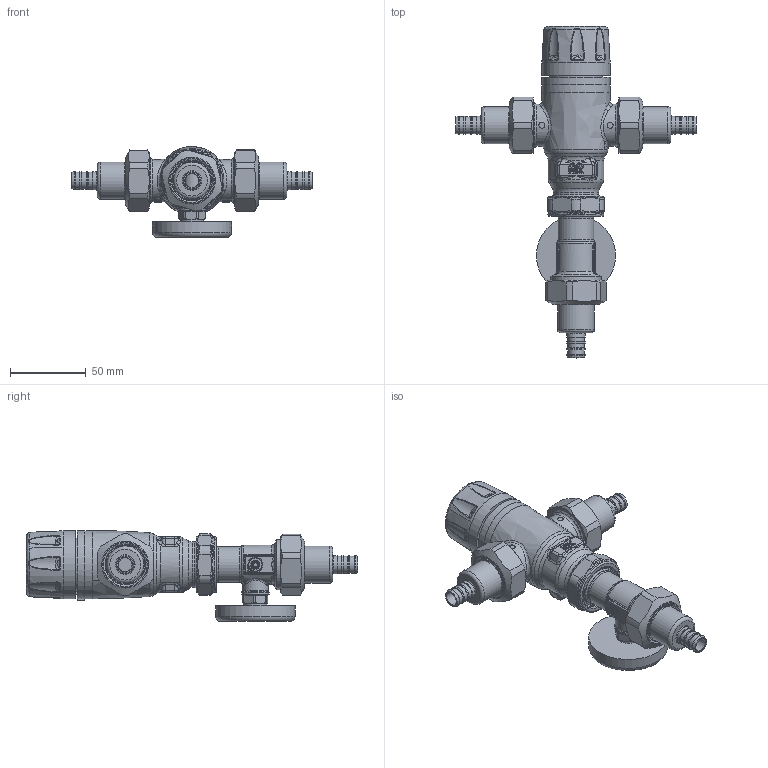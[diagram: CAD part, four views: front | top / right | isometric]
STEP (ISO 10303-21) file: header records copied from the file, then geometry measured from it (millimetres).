
FILE_DESCRIPTION(/* description */ (''),/* implementation_level */ '2;1');
FILE_NAME(/* name */ '521417A.stp',/* time_stamp */ '2025-07-15T09:08:24-05:00',/* author */ ('ischreiner'),/* organization */ (''),/* preprocessor_version */ 'ST-DEVELOPER v20',/* originating_system */ 'Autodesk Inventor 2025',/* authorisation */ '');
FILE_SCHEMA (('AUTOMOTIVE_DESIGN { 1 0 10303 214 3 1 1 }'));
Products named in the file (8): 521417A; 521101A; F0015057 PEX crimp 0.5  tailpiece for check; F61008 - 1 inch union nut; F0000698 1 inch slip nut; F0000603 probe with 1 inch male G thread; NA11031 Temp Gauge; F0002386 drywell tin plated
Assembly tree (11 placements, depth 2):
  521417A
    521101A
    F0015057 PEX crimp 0.5  tailpiece for check  x3
    F61008 - 1 inch union nut  x3
    F0000698 1 inch slip nut
    F0000603 probe with 1 inch male G thread
    NA11031 Temp Gauge
    F0002386 drywell tin plated
Bounding box: 158.93 x 219.31 x 60.03 mm (x, y, z)
Volume: 271812.1 mm3; surface area: 77323.2 mm2
Topology: 11 solids, 11 shells, 1863 faces, 4262 edges, 2340 vertices
Faces by surface type: bspline 639, cylinder 574, plane 312, torus 121, cone 111, sphere 106
Full cylindrical faces by diameter (mm): 2 x1, 4 x2, 8 x1, 9 x1, 9.017 x4, 10.008 x1, 11.176 x10, 11.227 x1, 11.43 x1, 11.5 x1, 11.963 x12, 12.954 x1, 13.5 x1, 13.6 x1, 15.24 x1, 15.875 x1, 17 x1, 18 x1, 19 x1, 20.091 x6, 20.574 x3, 20.6 x3, 21 x1, 22 x4, 23.5 x1, 24 x1, 24.384 x3, 26.416 x3, 26.924 x3, 27.7 x1
Entity records: 105225 total; most frequent: CARTESIAN_POINT 68496, ORIENTED_EDGE 7620, DIRECTION 6975, EDGE_CURVE 3810, AXIS2_PLACEMENT_3D 2935, VERTEX_POINT 2154, EDGE_LOOP 1786, FACE_OUTER_BOUND 1723
